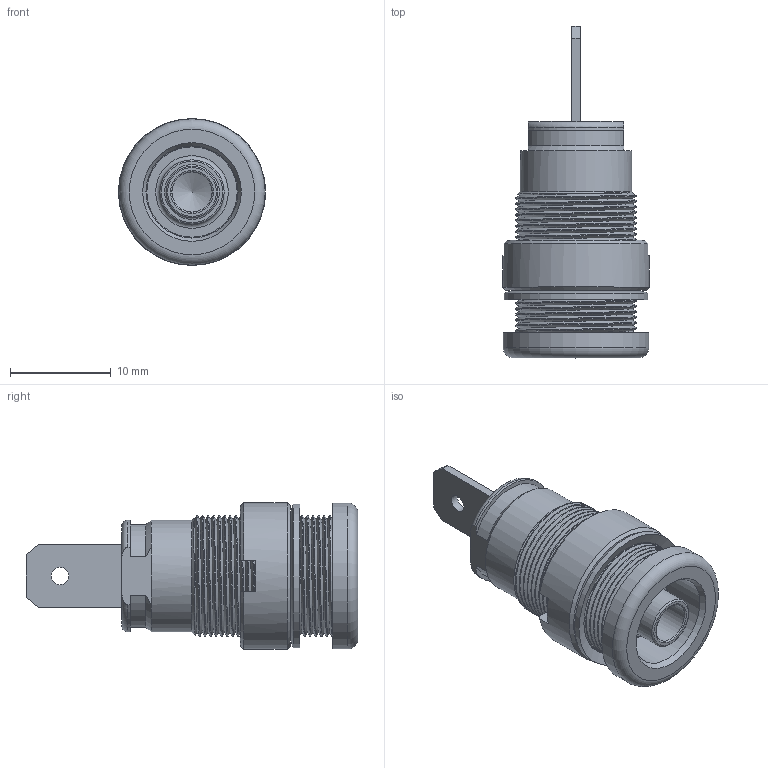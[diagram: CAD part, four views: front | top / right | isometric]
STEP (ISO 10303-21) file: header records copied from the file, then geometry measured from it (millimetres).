
FILE_DESCRIPTION(/* description */ ('Unknown'),/* implementation_level */ '2;1');
FILE_NAME(/* name */ '972356100',/* time_stamp */ '2024-10-02T20:00:29+02:00',/* author */ ('Unknown'),/* organization */ ('Unknown'),/* preprocessor_version */ 'ST-DEVELOPER v18.102',/* originating_system */ 'Solid Edge',/* authorisation */ 'Unknown');
FILE_SCHEMA (('AUTOMOTIVE_DESIGN {1 0 10303 214 3 1 1}'));
Length unit declared in the file: millimetre
Products named in the file (1): 972356100
Bounding box: 14.6 x 33 x 14.6 mm (x, y, z)
Volume: 1837.7 mm3; surface area: 3664.5 mm2
Topology: 3 solids, 3 shells, 72 faces, 168 edges, 105 vertices
Faces by surface type: plane 30, cylinder 19, cone 11, torus 10, bspline 2
Full cylindrical faces by diameter (mm): 1.729 x1, 3.98 x1, 4 x1, 4.532 x1, 5.142 x1, 6.386 x1, 9.157 x1, 11.075 x1, 12.152 x1, 12.176 x1, 14.307 x1, 14.5 x1, 14.602 x1
Entity records: 5641 total; most frequent: CARTESIAN_POINT 3744, DIRECTION 313, ORIENTED_EDGE 266, EDGE_CURVE 133, AXIS2_PLACEMENT_3D 129, FACE_BOUND 108, EDGE_LOOP 107, VERTEX_POINT 99
